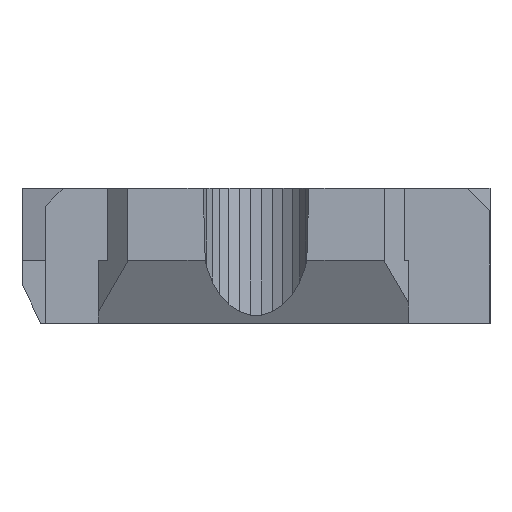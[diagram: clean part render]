
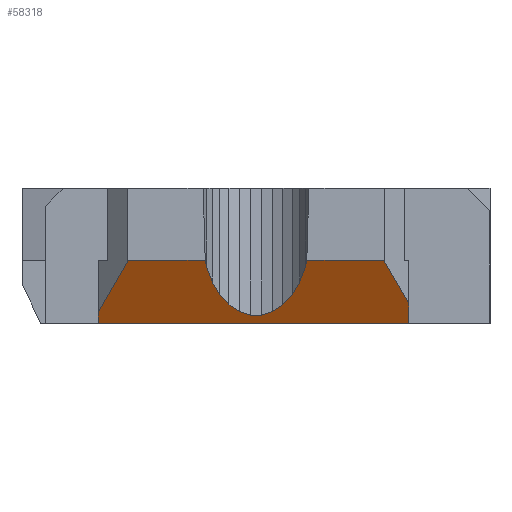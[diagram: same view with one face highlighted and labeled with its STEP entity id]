
A CAD part, front view. The second image highlights one B-rep face of the part: STEP entity #58318.
In plain terms, the highlighted planar face has unit normal (0, -0.866, -0.5).
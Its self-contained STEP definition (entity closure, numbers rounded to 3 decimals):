
#53478 = VERTEX_POINT('',#53479);
#53479 = CARTESIAN_POINT('',(0.5,-10.959,0.));
#53488 = VERTEX_POINT('',#53489);
#53489 = CARTESIAN_POINT('',(0.,-10.959,0.));
#53495 = EDGE_CURVE('',#53478,#53488,#53496,.T.);
#53496 = LINE('',#53497,#53498);
#53497 = CARTESIAN_POINT('',(-37.,-10.959,0.));
#53498 = VECTOR('',#53499,1.);
#53499 = DIRECTION('',(-1.,0.,0.));
#53522 = VERTEX_POINT('',#53523);
#53523 = CARTESIAN_POINT('',(-34.,-10.959,0.));
#53531 = EDGE_CURVE('',#53532,#53522,#53534,.T.);
#53532 = VERTEX_POINT('',#53533);
#53533 = CARTESIAN_POINT('',(-33.,-10.959,0.));
#53534 = LINE('',#53535,#53536);
#53535 = CARTESIAN_POINT('',(-37.,-10.959,0.));
#53536 = VECTOR('',#53537,1.);
#53537 = DIRECTION('',(-1.,0.,0.));
#53561 = EDGE_CURVE('',#53488,#53532,#53562,.T.);
#53562 = LINE('',#53563,#53564);
#53563 = CARTESIAN_POINT('',(-20.,-10.959,0.));
#53564 = VECTOR('',#53565,1.);
#53565 = DIRECTION('',(-1.,0.,0.));
#58299 = VERTEX_POINT('',#58300);
#58300 = CARTESIAN_POINT('',(0.5,-12.215,2.176));
#58306 = EDGE_CURVE('',#53478,#58299,#58307,.T.);
#58307 = LINE('',#58308,#58309);
#58308 = CARTESIAN_POINT('',(0.5,-10.761,-0.342));
#58309 = VECTOR('',#58310,1.);
#58310 = DIRECTION('',(0.,-0.5,0.866));
#58318 = ADVANCED_FACE('',(#58319),#58483,.F.);
#58319 = FACE_BOUND('',#58320,.F.);
#58320 = EDGE_LOOP('',(#58321,#58329,#58330,#58331,#58332,#58333,#58341,
    #58349,#58357,#58365,#58373,#58381,#58389,#58397,#58405,#58413,
    #58421,#58429,#58437,#58445,#58453,#58461,#58469,#58477));
#58321 = ORIENTED_EDGE('',*,*,#58322,.F.);
#58322 = EDGE_CURVE('',#58299,#58323,#58325,.T.);
#58323 = VERTEX_POINT('',#58324);
#58324 = CARTESIAN_POINT('',(-2.243,-14.957,
    6.926));
#58325 = LINE('',#58326,#58327);
#58326 = CARTESIAN_POINT('',(-2.757,-15.472,
    7.818));
#58327 = VECTOR('',#58328,1.);
#58328 = DIRECTION('',(-0.447,-0.447,0.775));
#58329 = ORIENTED_EDGE('',*,*,#58306,.F.);
#58330 = ORIENTED_EDGE('',*,*,#53495,.T.);
#58331 = ORIENTED_EDGE('',*,*,#53561,.T.);
#58332 = ORIENTED_EDGE('',*,*,#53531,.T.);
#58333 = ORIENTED_EDGE('',*,*,#58334,.T.);
#58334 = EDGE_CURVE('',#53522,#58335,#58337,.T.);
#58335 = VERTEX_POINT('',#58336);
#58336 = CARTESIAN_POINT('',(-34.,-11.715,1.31));
#58337 = LINE('',#58338,#58339);
#58338 = CARTESIAN_POINT('',(-34.,-10.761,-0.342));
#58339 = VECTOR('',#58340,1.);
#58340 = DIRECTION('',(0.,-0.5,0.866));
#58341 = ORIENTED_EDGE('',*,*,#58342,.F.);
#58342 = EDGE_CURVE('',#58343,#58335,#58345,.T.);
#58343 = VERTEX_POINT('',#58344);
#58344 = CARTESIAN_POINT('',(-30.757,-14.957,
    6.926));
#58345 = LINE('',#58346,#58347);
#58346 = CARTESIAN_POINT('',(-34.943,-10.772,
    -0.323));
#58347 = VECTOR('',#58348,1.);
#58348 = DIRECTION('',(-0.447,0.447,-0.775));
#58349 = ORIENTED_EDGE('',*,*,#58350,.T.);
#58350 = EDGE_CURVE('',#58343,#58351,#58353,.T.);
#58351 = VERTEX_POINT('',#58352);
#58352 = CARTESIAN_POINT('',(-30.8,-15.,7.));
#58353 = LINE('',#58354,#58355);
#58354 = CARTESIAN_POINT('',(-29.269,-13.469,
    4.348));
#58355 = VECTOR('',#58356,1.);
#58356 = DIRECTION('',(-0.447,-0.447,0.775));
#58357 = ORIENTED_EDGE('',*,*,#58358,.T.);
#58358 = EDGE_CURVE('',#58351,#58359,#58361,.T.);
#58359 = VERTEX_POINT('',#58360);
#58360 = CARTESIAN_POINT('',(-22.143,-15.,7.));
#58361 = LINE('',#58362,#58363);
#58362 = CARTESIAN_POINT('',(-36.5,-15.,7.));
#58363 = VECTOR('',#58364,1.);
#58364 = DIRECTION('',(1.,0.,0.));
#58365 = ORIENTED_EDGE('',*,*,#58366,.T.);
#58366 = EDGE_CURVE('',#58359,#58367,#58369,.T.);
#58367 = VERTEX_POINT('',#58368);
#58368 = CARTESIAN_POINT('',(-21.981,-14.566,
    6.249));
#58369 = LINE('',#58370,#58371);
#58370 = CARTESIAN_POINT('',(-20.577,-10.799,
    -0.276));
#58371 = VECTOR('',#58372,1.);
#58372 = DIRECTION('',(0.183,0.492,-0.851));
#58373 = ORIENTED_EDGE('',*,*,#58374,.T.);
#58374 = EDGE_CURVE('',#58367,#58375,#58377,.T.);
#58375 = VERTEX_POINT('',#58376);
#58376 = CARTESIAN_POINT('',(-21.354,-13.619,
    4.608));
#58377 = LINE('',#58378,#58379);
#58378 = CARTESIAN_POINT('',(-19.92,-11.454,
    0.859));
#58379 = VECTOR('',#58380,1.);
#58380 = DIRECTION('',(0.314,0.475,-0.822));
#58381 = ORIENTED_EDGE('',*,*,#58382,.T.);
#58382 = EDGE_CURVE('',#58375,#58383,#58385,.T.);
#58383 = VERTEX_POINT('',#58384);
#58384 = CARTESIAN_POINT('',(-20.515,-12.807,
    3.201));
#58385 = LINE('',#58386,#58387);
#58386 = CARTESIAN_POINT('',(-19.902,-12.213,
    2.174));
#58387 = VECTOR('',#58388,1.);
#58388 = DIRECTION('',(0.459,0.444,-0.769));
#58389 = ORIENTED_EDGE('',*,*,#58390,.T.);
#58390 = EDGE_CURVE('',#58383,#58391,#58393,.T.);
#58391 = VERTEX_POINT('',#58392);
#58392 = CARTESIAN_POINT('',(-19.5,-12.164,2.088));
#58393 = LINE('',#58394,#58395);
#58394 = CARTESIAN_POINT('',(-20.78,-12.975,
    3.492));
#58395 = VECTOR('',#58396,1.);
#58396 = DIRECTION('',(0.62,0.392,-0.68));
#58397 = ORIENTED_EDGE('',*,*,#58398,.T.);
#58398 = EDGE_CURVE('',#58391,#58399,#58401,.T.);
#58399 = VERTEX_POINT('',#58400);
#58400 = CARTESIAN_POINT('',(-18.354,-11.719,
    1.317));
#58401 = LINE('',#58402,#58403);
#58402 = CARTESIAN_POINT('',(-22.823,-13.454,
    4.321));
#58403 = VECTOR('',#58404,1.);
#58404 = DIRECTION('',(0.79,0.307,-0.531));
#58405 = ORIENTED_EDGE('',*,*,#58406,.T.);
#58406 = EDGE_CURVE('',#58399,#58407,#58409,.T.);
#58407 = VERTEX_POINT('',#58408);
#58408 = CARTESIAN_POINT('',(-17.127,-11.492,
    0.924));
#58409 = LINE('',#58410,#58411);
#58410 = CARTESIAN_POINT('',(-25.769,-13.093,
    3.697));
#58411 = VECTOR('',#58412,1.);
#58412 = DIRECTION('',(0.938,0.174,-0.301));
#58413 = ORIENTED_EDGE('',*,*,#58414,.T.);
#58414 = EDGE_CURVE('',#58407,#58415,#58417,.T.);
#58415 = VERTEX_POINT('',#58416);
#58416 = CARTESIAN_POINT('',(-15.873,-11.492,
    0.924));
#58417 = LINE('',#58418,#58419);
#58418 = CARTESIAN_POINT('',(-27.936,-11.492,
    0.924));
#58419 = VECTOR('',#58420,1.);
#58420 = DIRECTION('',(1.,0.,0.));
#58421 = ORIENTED_EDGE('',*,*,#58422,.T.);
#58422 = EDGE_CURVE('',#58415,#58423,#58425,.T.);
#58423 = VERTEX_POINT('',#58424);
#58424 = CARTESIAN_POINT('',(-14.646,-11.719,
    1.317));
#58425 = LINE('',#58426,#58427);
#58426 = CARTESIAN_POINT('',(-27.329,-9.369,
    -2.753));
#58427 = VECTOR('',#58428,1.);
#58428 = DIRECTION('',(0.938,-0.174,0.301));
#58429 = ORIENTED_EDGE('',*,*,#58430,.T.);
#58430 = EDGE_CURVE('',#58423,#58431,#58433,.T.);
#58431 = VERTEX_POINT('',#58432);
#58432 = CARTESIAN_POINT('',(-13.5,-12.164,2.088));
#58433 = LINE('',#58434,#58435);
#58434 = CARTESIAN_POINT('',(-24.413,-7.928,
    -5.248));
#58435 = VECTOR('',#58436,1.);
#58436 = DIRECTION('',(0.79,-0.307,0.531));
#58437 = ORIENTED_EDGE('',*,*,#58438,.T.);
#58438 = EDGE_CURVE('',#58431,#58439,#58441,.T.);
#58439 = VERTEX_POINT('',#58440);
#58440 = CARTESIAN_POINT('',(-12.485,-12.807,
    3.201));
#58441 = LINE('',#58442,#58443);
#58442 = CARTESIAN_POINT('',(-20.945,-7.448,
    -6.08));
#58443 = VECTOR('',#58444,1.);
#58444 = DIRECTION('',(0.62,-0.392,0.68));
#58445 = ORIENTED_EDGE('',*,*,#58446,.T.);
#58446 = EDGE_CURVE('',#58439,#58447,#58449,.T.);
#58447 = VERTEX_POINT('',#58448);
#58448 = CARTESIAN_POINT('',(-11.646,-13.619,
    4.608));
#58449 = LINE('',#58450,#58451);
#58450 = CARTESIAN_POINT('',(-17.849,-7.614,
    -5.793));
#58451 = VECTOR('',#58452,1.);
#58452 = DIRECTION('',(0.459,-0.444,0.769));
#58453 = ORIENTED_EDGE('',*,*,#58454,.T.);
#58454 = EDGE_CURVE('',#58447,#58455,#58457,.T.);
#58455 = VERTEX_POINT('',#58456);
#58456 = CARTESIAN_POINT('',(-11.019,-14.566,
    6.249));
#58457 = LINE('',#58458,#58459);
#58458 = CARTESIAN_POINT('',(-15.278,-8.135,
    -4.891));
#58459 = VECTOR('',#58460,1.);
#58460 = DIRECTION('',(0.314,-0.475,0.822));
#58461 = ORIENTED_EDGE('',*,*,#58462,.T.);
#58462 = EDGE_CURVE('',#58455,#58463,#58465,.T.);
#58463 = VERTEX_POINT('',#58464);
#58464 = CARTESIAN_POINT('',(-10.857,-15.,7.));
#58465 = LINE('',#58466,#58467);
#58466 = CARTESIAN_POINT('',(-13.143,-8.866,
    -3.625));
#58467 = VECTOR('',#58468,1.);
#58468 = DIRECTION('',(0.183,-0.492,0.851));
#58469 = ORIENTED_EDGE('',*,*,#58470,.T.);
#58470 = EDGE_CURVE('',#58463,#58471,#58473,.T.);
#58471 = VERTEX_POINT('',#58472);
#58472 = CARTESIAN_POINT('',(-2.2,-15.,7.));
#58473 = LINE('',#58474,#58475);
#58474 = CARTESIAN_POINT('',(-36.5,-15.,7.));
#58475 = VECTOR('',#58476,1.);
#58476 = DIRECTION('',(1.,0.,0.));
#58477 = ORIENTED_EDGE('',*,*,#58478,.T.);
#58478 = EDGE_CURVE('',#58471,#58323,#58479,.T.);
#58479 = LINE('',#58480,#58481);
#58480 = CARTESIAN_POINT('',(-8.431,-8.769,
    -3.792));
#58481 = VECTOR('',#58482,1.);
#58482 = DIRECTION('',(-0.447,0.447,-0.775));
#58483 = PLANE('',#58484);
#58484 = AXIS2_PLACEMENT_3D('',#58485,#58486,#58487);
#58485 = CARTESIAN_POINT('',(-40.,-9.804,-2.));
#58486 = DIRECTION('',(0.,0.866,0.5));
#58487 = DIRECTION('',(0.,-0.5,0.866));
